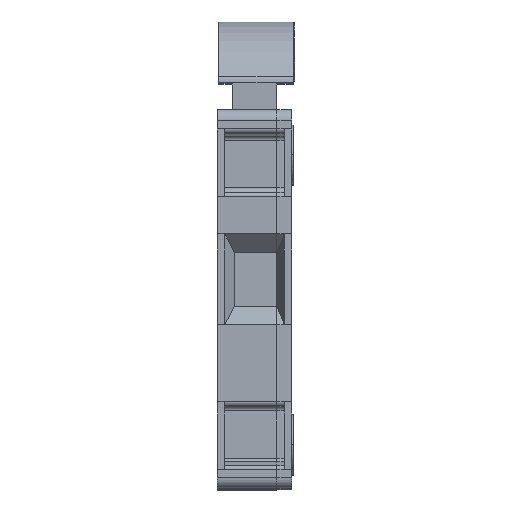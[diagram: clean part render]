
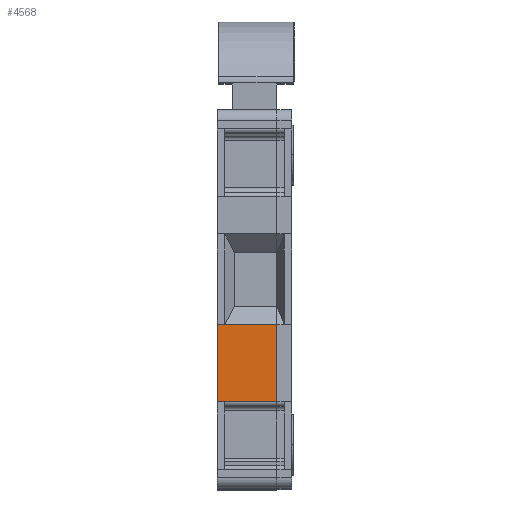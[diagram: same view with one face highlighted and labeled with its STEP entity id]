
A CAD part, top view. The second image highlights one B-rep face of the part: STEP entity #4568.
In plain terms, the highlighted planar face has unit normal (0, 0, 1).
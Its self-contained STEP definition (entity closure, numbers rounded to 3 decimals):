
#2593=AXIS2_PLACEMENT_3D('Plane Axis2P3D',#2590,#2591,#2592) ;
#647=CARTESIAN_POINT('Vertex',(4.,11.05,73.1)) ;
#650=CARTESIAN_POINT('Line Origine',(4.,8.45,73.1)) ;
#654=CARTESIAN_POINT('Vertex',(4.,5.85,73.1)) ;
#2108=CARTESIAN_POINT('Vertex',(0.,5.85,73.1)) ;
#2111=CARTESIAN_POINT('Line Origine',(0.,8.45,73.1)) ;
#2115=CARTESIAN_POINT('Vertex',(0.,11.05,73.1)) ;
#2590=CARTESIAN_POINT('Axis2P3D Location',(0.,0.75,73.1)) ;
#2699=CARTESIAN_POINT('Vertex',(0.5,11.05,73.1)) ;
#2719=CARTESIAN_POINT('Line Origine',(0.25,11.05,73.1)) ;
#2735=CARTESIAN_POINT('Vertex',(0.5,5.85,73.1)) ;
#2846=CARTESIAN_POINT('Line Origine',(0.25,5.85,73.1)) ;
#4543=CARTESIAN_POINT('Line Origine',(2.25,11.05,73.1)) ;
#4555=CARTESIAN_POINT('Line Origine',(2.25,5.85,73.1)) ;
#651=DIRECTION('Vector Direction',(0.,1.,0.)) ;
#2112=DIRECTION('Vector Direction',(0.,1.,0.)) ;
#2591=DIRECTION('Axis2P3D Direction',(0.,0.,1.)) ;
#2592=DIRECTION('Axis2P3D XDirection',(0.,1.,0.)) ;
#2720=DIRECTION('Vector Direction',(-1.,0.,0.)) ;
#2847=DIRECTION('Vector Direction',(-1.,0.,0.)) ;
#4544=DIRECTION('Vector Direction',(-1.,0.,0.)) ;
#4556=DIRECTION('Vector Direction',(-1.,0.,0.)) ;
#652=VECTOR('Line Direction',#651,1.) ;
#2113=VECTOR('Line Direction',#2112,1.) ;
#2721=VECTOR('Line Direction',#2720,1.) ;
#2848=VECTOR('Line Direction',#2847,1.) ;
#4545=VECTOR('Line Direction',#4544,1.) ;
#4557=VECTOR('Line Direction',#4556,1.) ;
#4561=ORIENTED_EDGE('',*,*,#2850,.F.) ;
#4562=ORIENTED_EDGE('',*,*,#4559,.F.) ;
#4563=ORIENTED_EDGE('',*,*,#656,.T.) ;
#4564=ORIENTED_EDGE('',*,*,#4547,.T.) ;
#4565=ORIENTED_EDGE('',*,*,#2723,.T.) ;
#4566=ORIENTED_EDGE('',*,*,#2117,.F.) ;
#4568=ADVANCED_FACE('FEGH ZTA3.1\\PartBody',(#4567),#2594,.T.) ;
#656=EDGE_CURVE('',#655,#648,#653,.T.) ;
#2117=EDGE_CURVE('',#2109,#2116,#2114,.T.) ;
#2723=EDGE_CURVE('',#2700,#2116,#2722,.T.) ;
#2850=EDGE_CURVE('',#2736,#2109,#2849,.T.) ;
#4547=EDGE_CURVE('',#648,#2700,#4546,.T.) ;
#4559=EDGE_CURVE('',#655,#2736,#4558,.T.) ;
#4560=EDGE_LOOP('',(#4561,#4562,#4563,#4564,#4565,#4566)) ;
#4567=FACE_OUTER_BOUND('',#4560,.T.) ;
#653=LINE('Line',#650,#652) ;
#2114=LINE('Line',#2111,#2113) ;
#2722=LINE('Line',#2719,#2721) ;
#2849=LINE('Line',#2846,#2848) ;
#4546=LINE('Line',#4543,#4545) ;
#4558=LINE('Line',#4555,#4557) ;
#2594=PLANE('',#2593) ;
#648=VERTEX_POINT('',#647) ;
#655=VERTEX_POINT('',#654) ;
#2109=VERTEX_POINT('',#2108) ;
#2116=VERTEX_POINT('',#2115) ;
#2700=VERTEX_POINT('',#2699) ;
#2736=VERTEX_POINT('',#2735) ;
